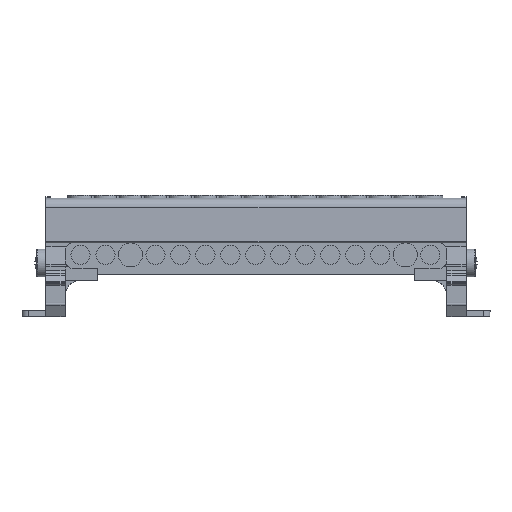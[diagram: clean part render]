
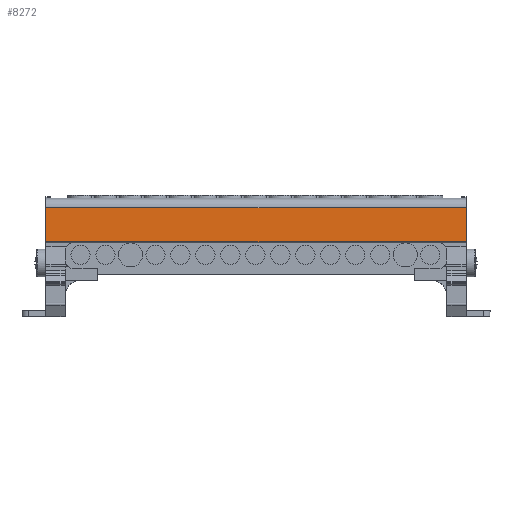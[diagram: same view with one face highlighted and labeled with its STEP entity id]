
A CAD part, top view. The second image highlights one B-rep face of the part: STEP entity #8272.
In plain terms, the highlighted planar face has unit normal (0, 0.018, 1).
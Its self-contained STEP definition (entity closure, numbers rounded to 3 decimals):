
#5582 = AXIS2_PLACEMENT_3D ( 'NONE', #9085, #9120, #9069 ) ;
#6223 = VECTOR ( 'NONE', #10027, 1000. ) ;
#7480 = EDGE_CURVE ( 'NONE', #33115, #33088, #20360, .T. ) ;
#7505 = EDGE_CURVE ( 'NONE', #33088, #33145, #20376, .T. ) ;
#7679 = EDGE_CURVE ( 'NONE', #33079, #33145, #29096, .T. ) ;
#8272 = ADVANCED_FACE ( 'NONE', ( #9118 ), #9093, .F. ) ;
#8443 = EDGE_CURVE ( 'NONE', #33079, #33115, #10017, .T. ) ;
#9069 = DIRECTION ( 'NONE',  ( 0., -1., 0.017 ) ) ;
#9085 = CARTESIAN_POINT ( 'NONE',  ( 24.103, -35.337, 103.402 ) ) ;
#9093 = PLANE ( 'NONE',  #5582 ) ;
#9118 = FACE_OUTER_BOUND ( 'NONE', #28193, .T. ) ;
#9120 = DIRECTION ( 'NONE',  ( 0., -0.017, -1. ) ) ;
#10017 = LINE ( 'NONE', #10031, #6223 ) ;
#10027 = DIRECTION ( 'NONE',  ( -1., 0., 0. ) ) ;
#10031 = CARTESIAN_POINT ( 'NONE',  ( 24.103, -35.337, 103.402 ) ) ;
#11679 = VECTOR ( 'NONE', #20359, 1000. ) ;
#11754 = VECTOR ( 'NONE', #20412, 1000. ) ;
#11984 = VECTOR ( 'NONE', #29110, 1000. ) ;
#20358 = CARTESIAN_POINT ( 'NONE',  ( -82.607, -43.99, 103.553 ) ) ;
#20359 = DIRECTION ( 'NONE',  ( 0., 1., -0.017 ) ) ;
#20360 = LINE ( 'NONE', #20358, #11679 ) ;
#20376 = LINE ( 'NONE', #20450, #11754 ) ;
#20412 = DIRECTION ( 'NONE',  ( 1., 0., 0. ) ) ;
#20450 = CARTESIAN_POINT ( 'NONE',  ( 10.908, -24.744, 103.217 ) ) ;
#21601 = ORIENTED_EDGE ( 'NONE', *, *, #7679, .T. ) ;
#21619 = ORIENTED_EDGE ( 'NONE', *, *, #7505, .F. ) ;
#21646 = ORIENTED_EDGE ( 'NONE', *, *, #8443, .F. ) ;
#21661 = ORIENTED_EDGE ( 'NONE', *, *, #7480, .F. ) ;
#27097 = CARTESIAN_POINT ( 'NONE',  ( 48.594, -35.337, 103.402 ) ) ;
#27128 = CARTESIAN_POINT ( 'NONE',  ( -82.607, -35.337, 103.402 ) ) ;
#27149 = CARTESIAN_POINT ( 'NONE',  ( 48.594, -24.744, 103.217 ) ) ;
#27167 = CARTESIAN_POINT ( 'NONE',  ( -82.607, -24.744, 103.217 ) ) ;
#28193 = EDGE_LOOP ( 'NONE', ( #21646, #21601, #21619, #21661 ) ) ;
#29096 = LINE ( 'NONE', #29100, #11984 ) ;
#29100 = CARTESIAN_POINT ( 'NONE',  ( 48.594, -35.337, 103.402 ) ) ;
#29110 = DIRECTION ( 'NONE',  ( 0., 1., -0.017 ) ) ;
#33079 = VERTEX_POINT ( 'NONE', #27097 ) ;
#33088 = VERTEX_POINT ( 'NONE', #27167 ) ;
#33115 = VERTEX_POINT ( 'NONE', #27128 ) ;
#33145 = VERTEX_POINT ( 'NONE', #27149 ) ;
